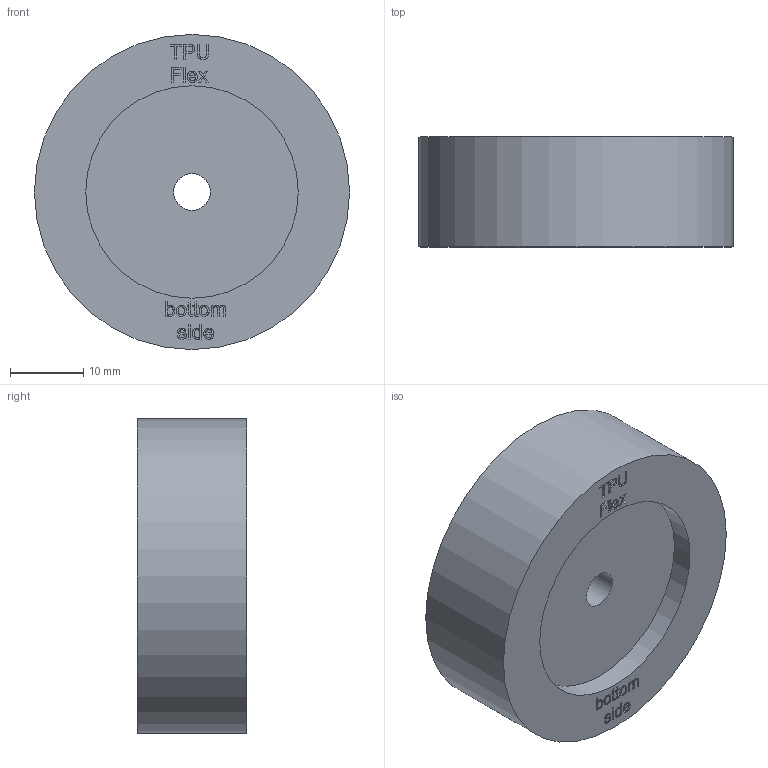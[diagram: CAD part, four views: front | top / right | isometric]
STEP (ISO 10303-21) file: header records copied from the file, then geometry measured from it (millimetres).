
FILE_DESCRIPTION(/* description */ (''),/* implementation_level */ '2;1');
FILE_NAME(/* name */ 'Fe Bambu v2.step',/* time_stamp */ '2023-11-01T11:27:19+01:00',/* author */ (''),/* organization */ (''),/* preprocessor_version */ 'ST-DEVELOPER v20',/* originating_system */ 'Autodesk Translation Framework v12.14.0.127',/* authorisation */ '');
FILE_SCHEMA (('AUTOMOTIVE_DESIGN { 1 0 10303 214 3 1 1 }'));
Length unit declared in the file: millimetre
Products named in the file (1): Füße Bambu
Bounding box: 43 x 15 x 43 mm (x, y, z)
Volume: 16996.2 mm3; surface area: 5708.8 mm2
Topology: 1 solids, 1 shells, 332 faces, 909 edges, 606 vertices
Faces by surface type: bspline 189, plane 139, cylinder 4
Full cylindrical faces by diameter (mm): 5 x1, 29 x2, 43 x1
Entity records: 12228 total; most frequent: CARTESIAN_POINT 5061, ORIENTED_EDGE 1818, EDGE_CURVE 909, DIRECTION 827, VERTEX_POINT 606, LINE 523, VECTOR 523, B_SPLINE_CURVE_WITH_KNOTS 378
